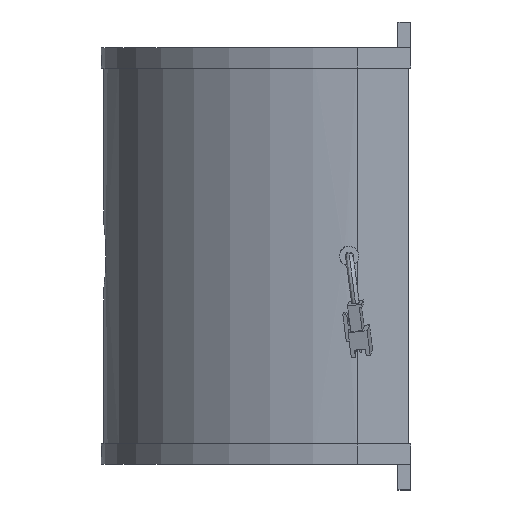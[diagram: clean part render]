
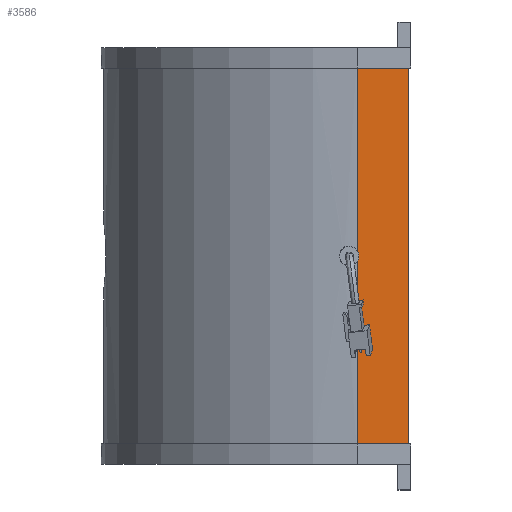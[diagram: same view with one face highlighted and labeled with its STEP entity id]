
A CAD part, left-side view. The second image highlights one B-rep face of the part: STEP entity #3586.
In plain terms, the highlighted planar face has unit normal (-1, 0, 0).
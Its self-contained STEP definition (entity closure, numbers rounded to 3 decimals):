
#324 = VERTEX_POINT ( 'NONE', #6739 ) ;
#696 = DIRECTION ( 'NONE',  ( 0., -1., 0. ) ) ;
#816 = DIRECTION ( 'NONE',  ( 0., 0., -1. ) ) ;
#956 = PLANE ( 'NONE',  #12308 ) ;
#1012 = DIRECTION ( 'NONE',  ( 0., -1., 0. ) ) ;
#1050 = ORIENTED_EDGE ( 'NONE', *, *, #9886, .F. ) ;
#1122 = CARTESIAN_POINT ( 'NONE',  ( -99., 0., 159. ) ) ;
#1411 = EDGE_CURVE ( 'NONE', #8149, #324, #8203, .T. ) ;
#1491 = DIRECTION ( 'NONE',  ( 0., 0., -1. ) ) ;
#1578 = ORIENTED_EDGE ( 'NONE', *, *, #2035, .T. ) ;
#1737 = DIRECTION ( 'NONE',  ( 1., 0., 0. ) ) ;
#1955 = CARTESIAN_POINT ( 'NONE',  ( -99., -20., 159. ) ) ;
#2035 = EDGE_CURVE ( 'NONE', #7004, #11844, #7421, .T. ) ;
#2734 = ORIENTED_EDGE ( 'NONE', *, *, #1411, .F. ) ;
#2804 = CARTESIAN_POINT ( 'NONE',  ( -99., 0., 0. ) ) ;
#2821 = CARTESIAN_POINT ( 'NONE',  ( -99., 0., 159. ) ) ;
#3542 = CARTESIAN_POINT ( 'NONE',  ( -99., 0., 0. ) ) ;
#3586 = ADVANCED_FACE ( 'NONE', ( #5065 ), #956, .F. ) ;
#3644 = CARTESIAN_POINT ( 'NONE',  ( -99., 0., 159. ) ) ;
#4010 = LINE ( 'NONE', #3644, #12247 ) ;
#5065 = FACE_OUTER_BOUND ( 'NONE', #10090, .T. ) ;
#5584 = LINE ( 'NONE', #2804, #5730 ) ;
#5730 = VECTOR ( 'NONE', #1012, 1000. ) ;
#6739 = CARTESIAN_POINT ( 'NONE',  ( -99., -20., 0. ) ) ;
#7004 = VERTEX_POINT ( 'NONE', #1122 ) ;
#7421 = LINE ( 'NONE', #8488, #10765 ) ;
#7746 = DIRECTION ( 'NONE',  ( 0., 0., -1. ) ) ;
#8040 = VECTOR ( 'NONE', #1491, 1000. ) ;
#8149 = VERTEX_POINT ( 'NONE', #1955 ) ;
#8158 = ORIENTED_EDGE ( 'NONE', *, *, #8866, .T. ) ;
#8185 = CARTESIAN_POINT ( 'NONE',  ( -99., -20., 159. ) ) ;
#8203 = LINE ( 'NONE', #8185, #8040 ) ;
#8488 = CARTESIAN_POINT ( 'NONE',  ( -99., 0., 159. ) ) ;
#8866 = EDGE_CURVE ( 'NONE', #11844, #324, #5584, .T. ) ;
#9886 = EDGE_CURVE ( 'NONE', #7004, #8149, #4010, .T. ) ;
#10090 = EDGE_LOOP ( 'NONE', ( #8158, #2734, #1050, #1578 ) ) ;
#10765 = VECTOR ( 'NONE', #816, 1000. ) ;
#11844 = VERTEX_POINT ( 'NONE', #3542 ) ;
#12247 = VECTOR ( 'NONE', #696, 1000. ) ;
#12308 = AXIS2_PLACEMENT_3D ( 'NONE', #2821, #1737, #7746 ) ;
